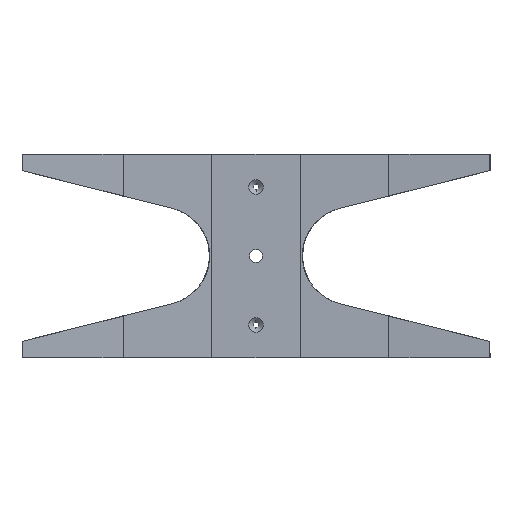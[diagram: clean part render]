
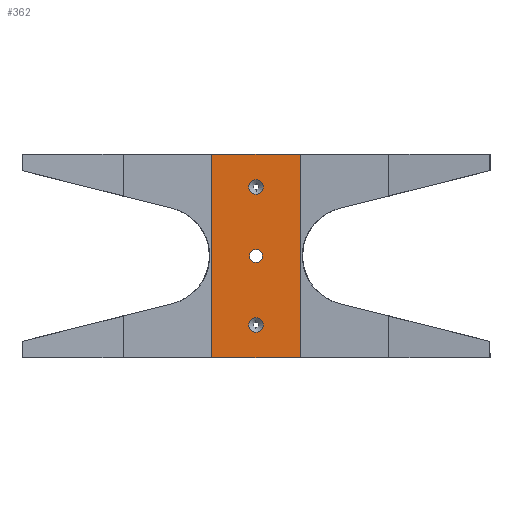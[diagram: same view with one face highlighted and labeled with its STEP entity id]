
A CAD part, front view. The second image highlights one B-rep face of the part: STEP entity #362.
In plain terms, the highlighted planar face has unit normal (0, -1, 0).
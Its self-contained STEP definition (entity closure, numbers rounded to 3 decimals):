
#109 = AXIS2_PLACEMENT_3D ( 'NONE', #1287, #1285, #1292 ) ;
#142 = AXIS2_PLACEMENT_3D ( 'NONE', #1175, #1176, #1177 ) ;
#149 = AXIS2_PLACEMENT_3D ( 'NONE', #1109, #1110, #1111 ) ;
#151 = AXIS2_PLACEMENT_3D ( 'NONE', #1099, #1100, #1101 ) ;
#157 = AXIS2_PLACEMENT_3D ( 'NONE', #1059, #1060, #1061 ) ;
#167 = AXIS2_PLACEMENT_3D ( 'NONE', #891, #895, #893 ) ;
#170 = AXIS2_PLACEMENT_3D ( 'NONE', #910, #901, #898 ) ;
#222 = EDGE_CURVE ( 'NONE', #732, #763, #426, .T. ) ;
#226 = EDGE_CURVE ( 'NONE', #739, #742, #392, .T. ) ;
#261 = EDGE_CURVE ( 'NONE', #779, #760, #476, .T. ) ;
#264 = EDGE_CURVE ( 'NONE', #784, #776, #500, .T. ) ;
#277 = EDGE_CURVE ( 'NONE', #760, #776, #464, .T. ) ;
#278 = EDGE_CURVE ( 'NONE', #779, #784, #465, .T. ) ;
#279 = EDGE_CURVE ( 'NONE', #722, #782, #463, .T. ) ;
#297 = EDGE_CURVE ( 'NONE', #782, #722, #514, .T. ) ;
#300 = EDGE_CURVE ( 'NONE', #742, #739, #524, .T. ) ;
#326 = EDGE_CURVE ( 'NONE', #763, #732, #613, .T. ) ;
#362 = ADVANCED_FACE ( 'NONE', ( #618, #590, #584, #588 ), #1289, .T. ) ;
#392 = CIRCLE ( 'NONE', #167, 5.334 ) ;
#426 = CIRCLE ( 'NONE', #170, 5.334 ) ;
#453 = VECTOR ( 'NONE', #1023, 1000. ) ;
#462 = VECTOR ( 'NONE', #1045, 1000. ) ;
#463 = CIRCLE ( 'NONE', #157, 4.762 ) ;
#464 = LINE ( 'NONE', #1049, #462 ) ;
#465 = LINE ( 'NONE', #1055, #466 ) ;
#466 = VECTOR ( 'NONE', #1056, 1000. ) ;
#476 = LINE ( 'NONE', #1015, #494 ) ;
#494 = VECTOR ( 'NONE', #1016, 1000. ) ;
#500 = LINE ( 'NONE', #1021, #453 ) ;
#514 = CIRCLE ( 'NONE', #151, 4.762 ) ;
#524 = CIRCLE ( 'NONE', #149, 5.334 ) ;
#556 = EDGE_LOOP ( 'NONE', ( #1582, #1584, #1587, #1589 ) ) ;
#584 = FACE_BOUND ( 'NONE', #794, .T. ) ;
#588 = FACE_OUTER_BOUND ( 'NONE', #556, .T. ) ;
#590 = FACE_BOUND ( 'NONE', #1474, .T. ) ;
#613 = CIRCLE ( 'NONE', #142, 5.334 ) ;
#618 = FACE_BOUND ( 'NONE', #1479, .T. ) ;
#722 = VERTEX_POINT ( 'NONE', #1377 ) ;
#732 = VERTEX_POINT ( 'NONE', #1387 ) ;
#739 = VERTEX_POINT ( 'NONE', #1394 ) ;
#742 = VERTEX_POINT ( 'NONE', #1397 ) ;
#760 = VERTEX_POINT ( 'NONE', #1415 ) ;
#763 = VERTEX_POINT ( 'NONE', #1418 ) ;
#776 = VERTEX_POINT ( 'NONE', #1431 ) ;
#779 = VERTEX_POINT ( 'NONE', #1434 ) ;
#782 = VERTEX_POINT ( 'NONE', #1437 ) ;
#784 = VERTEX_POINT ( 'NONE', #1439 ) ;
#794 = EDGE_LOOP ( 'NONE', ( #1574, #1560 ) ) ;
#891 = CARTESIAN_POINT ( 'NONE',  ( 0., 0., -50.8 ) ) ;
#893 = DIRECTION ( 'NONE',  ( 0., 0., -1. ) ) ;
#895 = DIRECTION ( 'NONE',  ( 0., -1., 0. ) ) ;
#898 = DIRECTION ( 'NONE',  ( 0., 0., -1. ) ) ;
#901 = DIRECTION ( 'NONE',  ( 0., -1., 0. ) ) ;
#910 = CARTESIAN_POINT ( 'NONE',  ( 0., 0., 50.8 ) ) ;
#1015 = CARTESIAN_POINT ( 'NONE',  ( -32.526, 0., -74.93 ) ) ;
#1016 = DIRECTION ( 'NONE',  ( 0., 0., 1. ) ) ;
#1021 = CARTESIAN_POINT ( 'NONE',  ( 32.526, 0., -74.93 ) ) ;
#1023 = DIRECTION ( 'NONE',  ( 0., 0., 1. ) ) ;
#1045 = DIRECTION ( 'NONE',  ( 1., 0., 0. ) ) ;
#1049 = CARTESIAN_POINT ( 'NONE',  ( 0., 0., 74.93 ) ) ;
#1055 = CARTESIAN_POINT ( 'NONE',  ( 0., 0., -74.93 ) ) ;
#1056 = DIRECTION ( 'NONE',  ( 1., 0., 0. ) ) ;
#1059 = CARTESIAN_POINT ( 'NONE',  ( 0., 0., 0. ) ) ;
#1060 = DIRECTION ( 'NONE',  ( 0., -1., 0. ) ) ;
#1061 = DIRECTION ( 'NONE',  ( 1., 0., 0. ) ) ;
#1099 = CARTESIAN_POINT ( 'NONE',  ( 0., 0., 0. ) ) ;
#1100 = DIRECTION ( 'NONE',  ( 0., -1., 0. ) ) ;
#1101 = DIRECTION ( 'NONE',  ( 1., 0., 0. ) ) ;
#1109 = CARTESIAN_POINT ( 'NONE',  ( 0., 0., -50.8 ) ) ;
#1110 = DIRECTION ( 'NONE',  ( 0., -1., 0. ) ) ;
#1111 = DIRECTION ( 'NONE',  ( 0., 0., -1. ) ) ;
#1175 = CARTESIAN_POINT ( 'NONE',  ( 0., 0., 50.8 ) ) ;
#1176 = DIRECTION ( 'NONE',  ( 0., -1., 0. ) ) ;
#1177 = DIRECTION ( 'NONE',  ( 0., 0., -1. ) ) ;
#1285 = DIRECTION ( 'NONE',  ( 0., -1., 0. ) ) ;
#1287 = CARTESIAN_POINT ( 'NONE',  ( 0., 0., -74.93 ) ) ;
#1289 = PLANE ( 'NONE',  #109 ) ;
#1292 = DIRECTION ( 'NONE',  ( 1., 0., 0. ) ) ;
#1377 = CARTESIAN_POINT ( 'NONE',  ( 0., 0., -4.762 ) ) ;
#1387 = CARTESIAN_POINT ( 'NONE',  ( 0., 0., 45.466 ) ) ;
#1394 = CARTESIAN_POINT ( 'NONE',  ( 0., 0., -56.134 ) ) ;
#1397 = CARTESIAN_POINT ( 'NONE',  ( 0., 0., -45.466 ) ) ;
#1415 = CARTESIAN_POINT ( 'NONE',  ( -32.526, 0., 74.93 ) ) ;
#1418 = CARTESIAN_POINT ( 'NONE',  ( 0., 0., 56.134 ) ) ;
#1431 = CARTESIAN_POINT ( 'NONE',  ( 32.526, 0., 74.93 ) ) ;
#1434 = CARTESIAN_POINT ( 'NONE',  ( -32.526, 0., -74.93 ) ) ;
#1437 = CARTESIAN_POINT ( 'NONE',  ( 0., 0., 4.762 ) ) ;
#1439 = CARTESIAN_POINT ( 'NONE',  ( 32.526, 0., -74.93 ) ) ;
#1474 = EDGE_LOOP ( 'NONE', ( #1646, #1572 ) ) ;
#1479 = EDGE_LOOP ( 'NONE', ( #1519, #1520 ) ) ;
#1519 = ORIENTED_EDGE ( 'NONE', *, *, #297, .F. ) ;
#1520 = ORIENTED_EDGE ( 'NONE', *, *, #279, .F. ) ;
#1560 = ORIENTED_EDGE ( 'NONE', *, *, #326, .F. ) ;
#1572 = ORIENTED_EDGE ( 'NONE', *, *, #300, .F. ) ;
#1574 = ORIENTED_EDGE ( 'NONE', *, *, #222, .F. ) ;
#1582 = ORIENTED_EDGE ( 'NONE', *, *, #277, .F. ) ;
#1584 = ORIENTED_EDGE ( 'NONE', *, *, #261, .F. ) ;
#1587 = ORIENTED_EDGE ( 'NONE', *, *, #278, .T. ) ;
#1589 = ORIENTED_EDGE ( 'NONE', *, *, #264, .T. ) ;
#1646 = ORIENTED_EDGE ( 'NONE', *, *, #226, .F. ) ;
